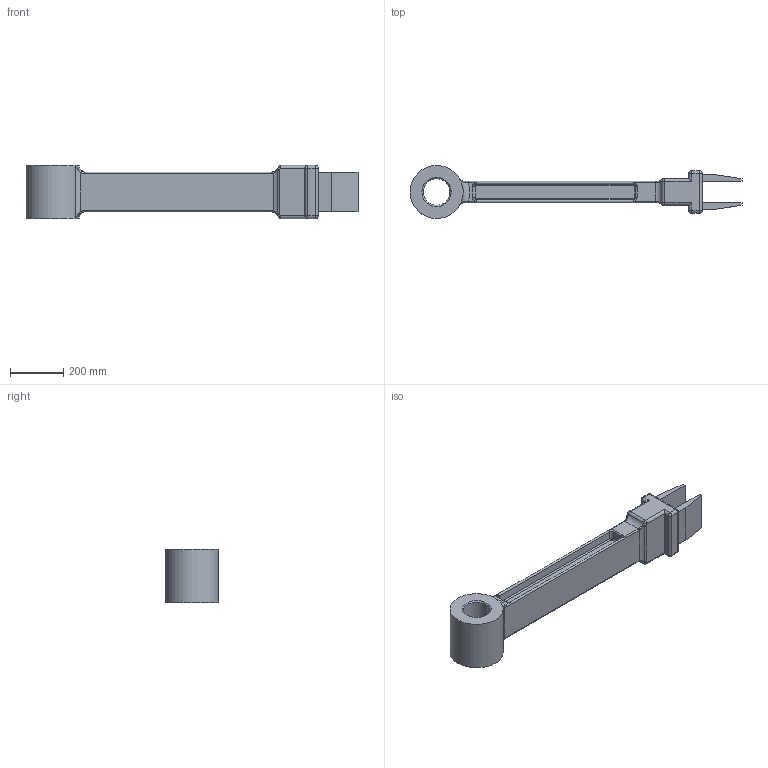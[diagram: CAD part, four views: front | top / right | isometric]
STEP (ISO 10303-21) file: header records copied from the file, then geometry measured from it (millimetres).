
FILE_DESCRIPTION((''),'2;1');
FILE_NAME('PARTE_BRACCIO_SUPERIORE','2022-06-25T13:57:32',('luca'),(''),'CREO PARAMETRIC BY PTC INC, 2021404','CREO PARAMETRIC BY PTC INC, 2021404','');
FILE_SCHEMA(('CONFIG_CONTROL_DESIGN'));
Length unit declared in the file: centimetre
Products named in the file (1): PARTE_BRACCIO_SUPERIORE
Bounding box: 1250 x 199.98 x 200 mm (x, y, z)
Volume: 15334400 mm3; surface area: 888808.6 mm2
Topology: 1 solids, 1 shells, 156 faces, 344 edges, 192 vertices
Faces by surface type: cylinder 55, plane 39, torus 23, bspline 23, sphere 12, cone 4
Entity records: 5801 total; most frequent: CARTESIAN_POINT 2425, DIRECTION 720, ORIENTED_EDGE 688, EDGE_CURVE 344, AXIS2_PLACEMENT_3D 287, VERTEX_POINT 192, EDGE_LOOP 160, FACE_OUTER_BOUND 156
